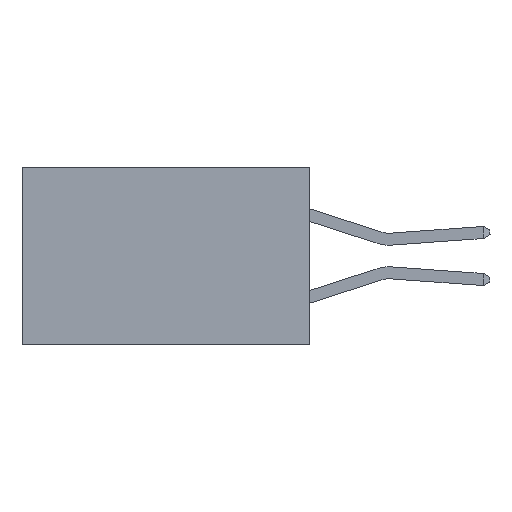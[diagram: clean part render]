
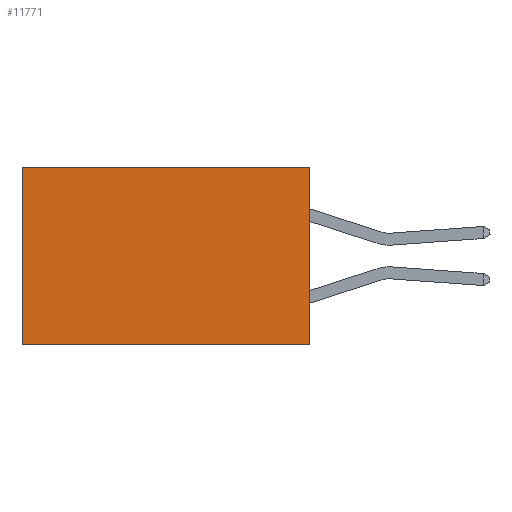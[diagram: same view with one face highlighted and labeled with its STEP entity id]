
A CAD part, left-side view. The second image highlights one B-rep face of the part: STEP entity #11771.
In plain terms, the highlighted planar face has unit normal (-1, 0, 0).
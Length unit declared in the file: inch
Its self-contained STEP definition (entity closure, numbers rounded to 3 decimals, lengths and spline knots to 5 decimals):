
#184 = EDGE_LOOP ( 'NONE', ( #8823, #5151, #10370, #6577 ) ) ;
#295 = CARTESIAN_POINT ( 'NONE',  ( 0.2615, 0., -0.37 ) ) ;
#363 = CARTESIAN_POINT ( 'NONE',  ( 0.2615, 0.6, -0.37 ) ) ;
#493 = CARTESIAN_POINT ( 'NONE',  ( 0.2615, 0.6, 0. ) ) ;
#1160 = DIRECTION ( 'NONE',  ( 0., 0., -1. ) ) ;
#1251 = LINE ( 'NONE', #6320, #14091 ) ;
#1989 = DIRECTION ( 'NONE',  ( 0., 0., -1. ) ) ;
#2118 = VECTOR ( 'NONE', #3645, 39.37008 ) ;
#3337 = CARTESIAN_POINT ( 'NONE',  ( 0.2615, 0., -0.37 ) ) ;
#3645 = DIRECTION ( 'NONE',  ( 0., 1., 0. ) ) ;
#4594 = EDGE_CURVE ( 'NONE', #15142, #8861, #12110, .T. ) ;
#4689 = PLANE ( 'NONE',  #9596 ) ;
#4930 = CARTESIAN_POINT ( 'NONE',  ( 0.2615, 0., -0.37 ) ) ;
#4947 = EDGE_CURVE ( 'NONE', #10783, #15142, #13580, .T. ) ;
#5151 = ORIENTED_EDGE ( 'NONE', *, *, #4594, .F. ) ;
#5237 = LINE ( 'NONE', #14449, #11409 ) ;
#6320 = CARTESIAN_POINT ( 'NONE',  ( 0.2615, 0.6, -0.37 ) ) ;
#6577 = ORIENTED_EDGE ( 'NONE', *, *, #14408, .T. ) ;
#6881 = VERTEX_POINT ( 'NONE', #493 ) ;
#7102 = VECTOR ( 'NONE', #1989, 39.37008 ) ;
#7207 = DIRECTION ( 'NONE',  ( 0., 0., -1. ) ) ;
#8823 = ORIENTED_EDGE ( 'NONE', *, *, #9207, .T. ) ;
#8861 = VERTEX_POINT ( 'NONE', #363 ) ;
#9207 = EDGE_CURVE ( 'NONE', #6881, #8861, #1251, .T. ) ;
#9524 = FACE_OUTER_BOUND ( 'NONE', #184, .T. ) ;
#9596 = AXIS2_PLACEMENT_3D ( 'NONE', #13283, #14437, #7207 ) ;
#10370 = ORIENTED_EDGE ( 'NONE', *, *, #4947, .F. ) ;
#10783 = VERTEX_POINT ( 'NONE', #11763 ) ;
#11409 = VECTOR ( 'NONE', #13341, 39.37008 ) ;
#11763 = CARTESIAN_POINT ( 'NONE',  ( 0.2615, 0., 0. ) ) ;
#11771 = ADVANCED_FACE ( 'NONE', ( #9524 ), #4689, .F. ) ;
#12110 = LINE ( 'NONE', #3337, #2118 ) ;
#13283 = CARTESIAN_POINT ( 'NONE',  ( 0.2615, 0., -0.37 ) ) ;
#13341 = DIRECTION ( 'NONE',  ( 0., 1., 0. ) ) ;
#13580 = LINE ( 'NONE', #295, #7102 ) ;
#14091 = VECTOR ( 'NONE', #1160, 39.37008 ) ;
#14408 = EDGE_CURVE ( 'NONE', #10783, #6881, #5237, .T. ) ;
#14437 = DIRECTION ( 'NONE',  ( 1., 0., 0. ) ) ;
#14449 = CARTESIAN_POINT ( 'NONE',  ( 0.2615, 0., 0. ) ) ;
#15142 = VERTEX_POINT ( 'NONE', #4930 ) ;
